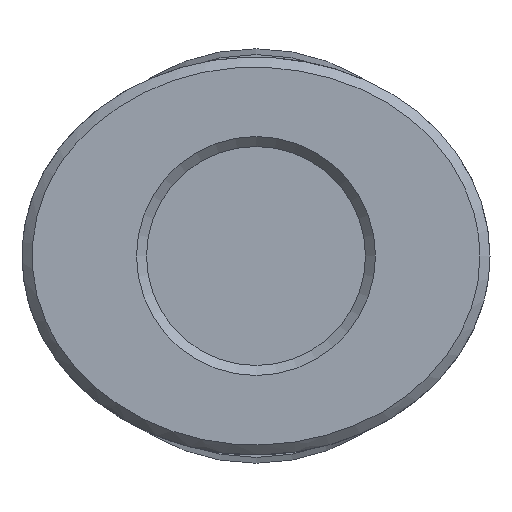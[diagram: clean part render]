
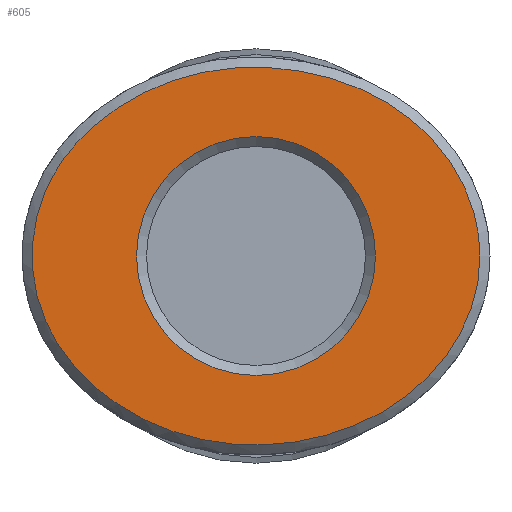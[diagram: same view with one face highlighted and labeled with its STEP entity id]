
A CAD part, left-side view. The second image highlights one B-rep face of the part: STEP entity #605.
In plain terms, the highlighted face is planar.
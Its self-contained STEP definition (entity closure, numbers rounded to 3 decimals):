
#538=CARTESIAN_POINT('',(6.7,5.,0.));
#539=VERTEX_POINT('',#538);
#566=CARTESIAN_POINT('',(6.701,5.,0.));
#567=CARTESIAN_POINT('',(6.702,5.,0.836));
#568=CARTESIAN_POINT('',(6.252,5.,2.512));
#569=CARTESIAN_POINT('',(4.341,5.,4.556));
#570=CARTESIAN_POINT('',(1.558,5.,5.691));
#571=CARTESIAN_POINT('',(-2.605,5.,5.717));
#572=CARTESIAN_POINT('',(-6.337,5.,3.162));
#573=CARTESIAN_POINT('',(-6.912,5.,-0.307));
#574=CARTESIAN_POINT('',(-5.768,5.,-3.555));
#575=CARTESIAN_POINT('',(-1.727,5.,-6.315));
#576=CARTESIAN_POINT('',(3.725,5.,-5.254));
#577=CARTESIAN_POINT('',(6.246,5.,-2.506));
#578=CARTESIAN_POINT('',(6.7,5.,-0.837));
#579=CARTESIAN_POINT('',(6.701,5.,0.));
#580=B_SPLINE_CURVE_WITH_KNOTS('',3,(#566,#567,#568,#569,#570,#571,#572,#573,#574,#575,#576,#577,#578,#579),.UNSPECIFIED.,.T.,.U.,(4,1,1,1,1,1,1,1,1,1,1,4),(-3.142,-2.693,-2.244,-1.795,-1.346,-0.449,0.15,0.449,1.346,2.244,2.693,3.142),.UNSPECIFIED.);
#581=EDGE_CURVE('',#539,#539,#580,.T.);
#586=CARTESIAN_POINT('',(0.,5.0,0.));
#587=DIRECTION('',(0.0,-1.0,0.0));
#588=DIRECTION('',(0.0,0.0,-1.0));
#589=AXIS2_PLACEMENT_3D('',#586,#587,#588);
#590=PLANE('',#589);
#591=ORIENTED_EDGE('',*,*,#581,.F.);
#592=EDGE_LOOP('',(#591));
#593=FACE_OUTER_BOUND('',#592,.T.);
#594=CARTESIAN_POINT('',(3.575,5.,0.));
#595=VERTEX_POINT('',#594);
#596=CARTESIAN_POINT('',(0.,5.0,0.0));
#597=DIRECTION('',(0.0,1.0,0.0));
#598=DIRECTION('',(-1.0,0.0,0.0));
#599=AXIS2_PLACEMENT_3D('',#596,#597,#598);
#600=CIRCLE('',#599,3.575);
#601=EDGE_CURVE('',#595,#595,#600,.T.);
#602=ORIENTED_EDGE('',*,*,#601,.F.);
#603=EDGE_LOOP('',(#602));
#604=FACE_BOUND('',#603,.T.);
#605=ADVANCED_FACE('',(#593,#604),#590,.F.);
